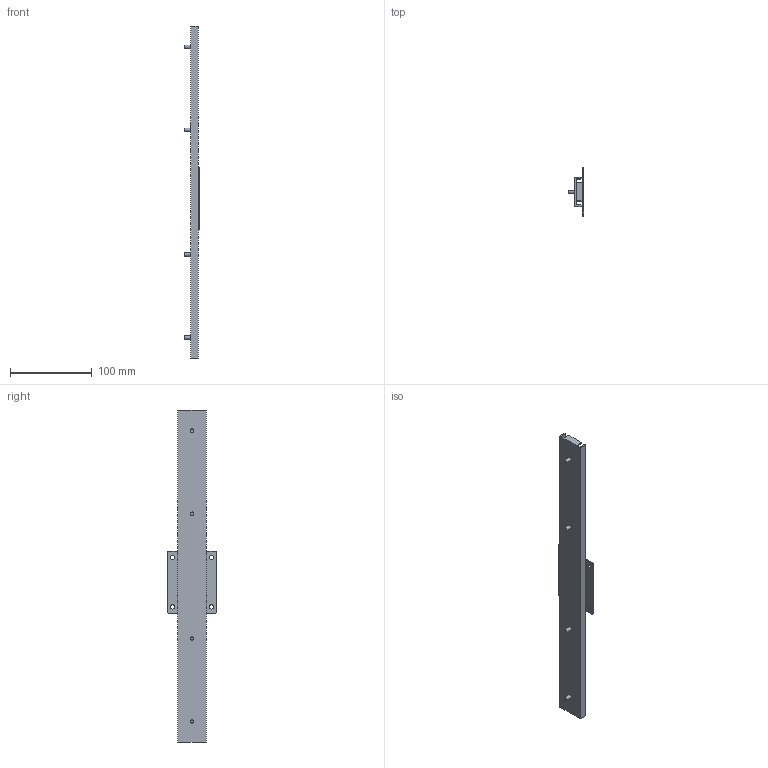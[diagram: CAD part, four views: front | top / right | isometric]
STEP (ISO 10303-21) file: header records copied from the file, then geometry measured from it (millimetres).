
FILE_DESCRIPTION((''),'2;1');
FILE_NAME('DZ0115-0040RS.stp','2008-10-20T14:29:56',('jtaylor'),(''),'Autodesk Inventor 2009','Autodesk Inventor 2009','');
FILE_SCHEMA(('AUTOMOTIVE_DESIGN { 1 0 10303 214 1 1 1 1 }'));
Length unit declared in the file: millimetre
Products named in the file (4): DZ0115-0040RS; DZ0115-0040RS Outer Member; DZ0115-RS Inner Member; M4x8 PEMstud
Assembly tree (6 placements, depth 2):
  DZ0115-0040RS
    DZ0115-0040RS Outer Member
    DZ0115-RS Inner Member
    M4x8 PEMstud  x4
Bounding box: 19.25 x 60.4 x 406 mm (x, y, z)
Volume: 41408.8 mm3; surface area: 54559.2 mm2
Topology: 6 solids, 6 shells, 64 faces, 144 edges, 96 vertices
Faces by surface type: plane 44, cylinder 20
Full cylindrical faces by diameter (mm): 4 x4, 4.6 x4, 5.5 x4, 6 x4
Entity records: 1606 total; most frequent: DIRECTION 262, CARTESIAN_POINT 259, ORIENTED_EDGE 232, EDGE_CURVE 116, VECTOR 88, LINE 88, AXIS2_PLACEMENT_3D 87, VERTEX_POINT 84
